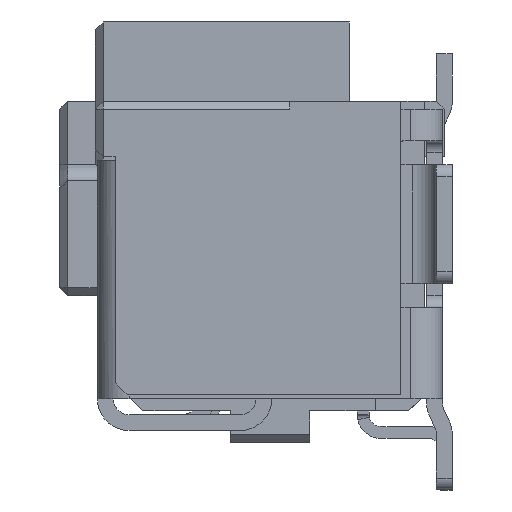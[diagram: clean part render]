
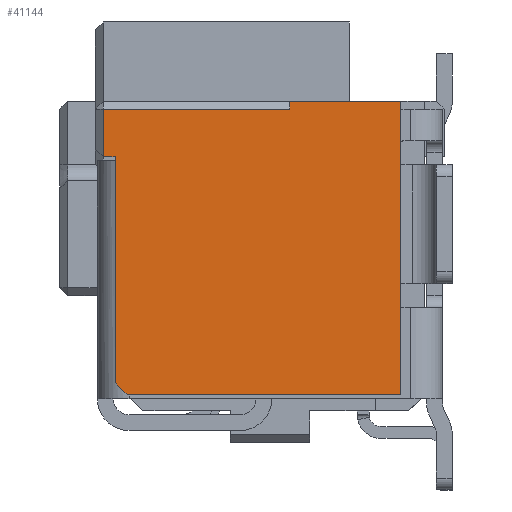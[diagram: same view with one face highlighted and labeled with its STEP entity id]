
A CAD part, left-side view. The second image highlights one B-rep face of the part: STEP entity #41144.
In plain terms, the highlighted planar face has unit normal (-1, 0, 0).
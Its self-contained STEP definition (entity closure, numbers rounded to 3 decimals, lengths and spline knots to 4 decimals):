
#1206 = DIRECTION ( 'NONE',  ( 0., 0., -1. ) ) ;
#1897 = ORIENTED_EDGE ( 'NONE', *, *, #52209, .T. ) ;
#5861 = ORIENTED_EDGE ( 'NONE', *, *, #55188, .T. ) ;
#7376 = CARTESIAN_POINT ( 'NONE',  ( -15.175, 4., -3.7 ) ) ;
#8136 = VECTOR ( 'NONE', #41039, 1000. ) ;
#9557 = VECTOR ( 'NONE', #62058, 1000. ) ;
#10386 = ORIENTED_EDGE ( 'NONE', *, *, #41128, .T. ) ;
#10683 = VERTEX_POINT ( 'NONE', #58995 ) ;
#11413 = PLANE ( 'NONE',  #62837 ) ;
#11900 = LINE ( 'NONE', #21986, #26182 ) ;
#13130 = CARTESIAN_POINT ( 'NONE',  ( -15.175, 4.4, -0.1 ) ) ;
#13508 = ORIENTED_EDGE ( 'NONE', *, *, #34231, .F. ) ;
#13571 = LINE ( 'NONE', #57749, #69090 ) ;
#13987 = DIRECTION ( 'NONE',  ( 0., 1., 0. ) ) ;
#14014 = CARTESIAN_POINT ( 'NONE',  ( -15.175, 4.15, -0.7 ) ) ;
#15215 = CARTESIAN_POINT ( 'NONE',  ( -15.175, 4.15, -3.55 ) ) ;
#17441 = ORIENTED_EDGE ( 'NONE', *, *, #61442, .T. ) ;
#17926 = LINE ( 'NONE', #44344, #44734 ) ;
#19505 = VECTOR ( 'NONE', #1206, 1000. ) ;
#20420 = DIRECTION ( 'NONE',  ( 0., -0.707, -0.707 ) ) ;
#21952 = ORIENTED_EDGE ( 'NONE', *, *, #45865, .T. ) ;
#21986 = CARTESIAN_POINT ( 'NONE',  ( -15.175, 1.95, 0. ) ) ;
#22220 = DIRECTION ( 'NONE',  ( 1., 0., 0. ) ) ;
#24068 = CARTESIAN_POINT ( 'NONE',  ( -15.175, 1.95, 0. ) ) ;
#25496 = LINE ( 'NONE', #13130, #66709 ) ;
#26131 = VERTEX_POINT ( 'NONE', #7376 ) ;
#26182 = VECTOR ( 'NONE', #27354, 1000. ) ;
#27354 = DIRECTION ( 'NONE',  ( 0., 0., -1. ) ) ;
#27435 = EDGE_LOOP ( 'NONE', ( #13508, #45571, #1897, #17441, #5861, #33573, #10386, #21952, #34190 ) ) ;
#29043 = LINE ( 'NONE', #60551, #55976 ) ;
#30189 = VERTEX_POINT ( 'NONE', #24068 ) ;
#33549 = CARTESIAN_POINT ( 'NONE',  ( -15.175, 4.3, -0.7 ) ) ;
#33573 = ORIENTED_EDGE ( 'NONE', *, *, #37352, .T. ) ;
#34190 = ORIENTED_EDGE ( 'NONE', *, *, #62893, .T. ) ;
#34209 = CARTESIAN_POINT ( 'NONE',  ( -15.175, 0.55, -3.7 ) ) ;
#34231 = EDGE_CURVE ( 'NONE', #67449, #58285, #41157, .T. ) ;
#35701 = CARTESIAN_POINT ( 'NONE',  ( -15.175, 0.55, -3.7 ) ) ;
#37352 = EDGE_CURVE ( 'NONE', #10683, #30189, #29043, .T. ) ;
#38038 = LINE ( 'NONE', #51178, #9557 ) ;
#40696 = CARTESIAN_POINT ( 'NONE',  ( -15.175, 4.4, -0.7 ) ) ;
#41039 = DIRECTION ( 'NONE',  ( 0., 0., 1. ) ) ;
#41128 = EDGE_CURVE ( 'NONE', #30189, #56391, #11900, .T. ) ;
#41144 = ADVANCED_FACE ( 'NONE', ( #54751 ), #11413, .F. ) ;
#41157 = LINE ( 'NONE', #40696, #67422 ) ;
#42133 = VERTEX_POINT ( 'NONE', #50312 ) ;
#44344 = CARTESIAN_POINT ( 'NONE',  ( -15.175, 4.15, -0.7 ) ) ;
#44734 = VECTOR ( 'NONE', #49785, 1000. ) ;
#45571 = ORIENTED_EDGE ( 'NONE', *, *, #61253, .T. ) ;
#45865 = EDGE_CURVE ( 'NONE', #56391, #42133, #25496, .T. ) ;
#46094 = VERTEX_POINT ( 'NONE', #15215 ) ;
#46304 = VERTEX_POINT ( 'NONE', #34209 ) ;
#49785 = DIRECTION ( 'NONE',  ( 0., 0., -1. ) ) ;
#49912 = DIRECTION ( 'NONE',  ( 0., 1., 0. ) ) ;
#50312 = CARTESIAN_POINT ( 'NONE',  ( -15.175, 4.3, -0.1 ) ) ;
#50391 = DIRECTION ( 'NONE',  ( 0., 1., 0. ) ) ;
#51178 = CARTESIAN_POINT ( 'NONE',  ( -15.175, 4., -3.7 ) ) ;
#52209 = EDGE_CURVE ( 'NONE', #46094, #26131, #13571, .T. ) ;
#53586 = CARTESIAN_POINT ( 'NONE',  ( -15.175, 1.95, -0.1 ) ) ;
#53791 = CARTESIAN_POINT ( 'NONE',  ( -15.175, 4.3, -0.7 ) ) ;
#54385 = CARTESIAN_POINT ( 'NONE',  ( -15.175, 4.4, -3.75 ) ) ;
#54751 = FACE_OUTER_BOUND ( 'NONE', #27435, .T. ) ;
#55188 = EDGE_CURVE ( 'NONE', #46304, #10683, #65303, .T. ) ;
#55976 = VECTOR ( 'NONE', #49912, 1000. ) ;
#56391 = VERTEX_POINT ( 'NONE', #53586 ) ;
#57749 = CARTESIAN_POINT ( 'NONE',  ( -15.175, 4.15, -3.55 ) ) ;
#58285 = VERTEX_POINT ( 'NONE', #53791 ) ;
#58995 = CARTESIAN_POINT ( 'NONE',  ( -15.175, 0.55, 0. ) ) ;
#59807 = DIRECTION ( 'NONE',  ( 0., 0., -1. ) ) ;
#60551 = CARTESIAN_POINT ( 'NONE',  ( -15.175, 0.55, 0. ) ) ;
#61253 = EDGE_CURVE ( 'NONE', #67449, #46094, #17926, .T. ) ;
#61442 = EDGE_CURVE ( 'NONE', #26131, #46304, #38038, .T. ) ;
#62058 = DIRECTION ( 'NONE',  ( 0., -1., 0. ) ) ;
#62837 = AXIS2_PLACEMENT_3D ( 'NONE', #54385, #22220, #59807 ) ;
#62893 = EDGE_CURVE ( 'NONE', #42133, #58285, #64098, .T. ) ;
#64098 = LINE ( 'NONE', #33549, #19505 ) ;
#65303 = LINE ( 'NONE', #35701, #8136 ) ;
#66709 = VECTOR ( 'NONE', #50391, 1000. ) ;
#67422 = VECTOR ( 'NONE', #13987, 1000. ) ;
#67449 = VERTEX_POINT ( 'NONE', #14014 ) ;
#69090 = VECTOR ( 'NONE', #20420, 1000. ) ;
